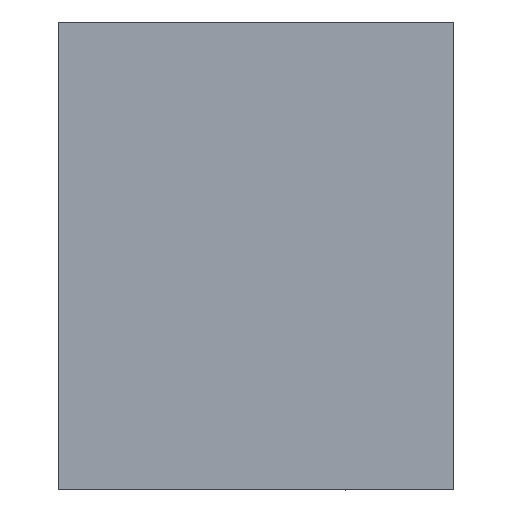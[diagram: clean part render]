
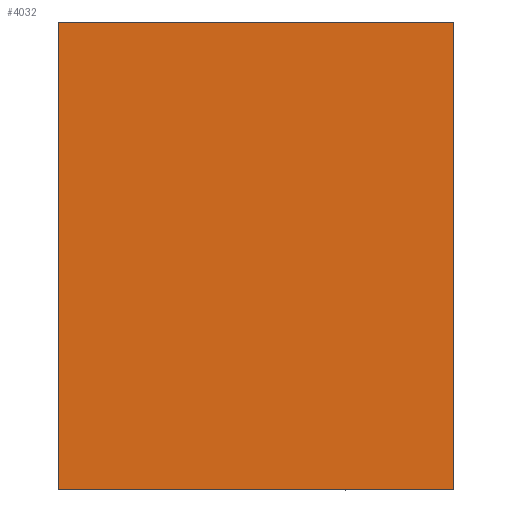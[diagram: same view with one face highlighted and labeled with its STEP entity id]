
A CAD part, top view. The second image highlights one B-rep face of the part: STEP entity #4032.
In plain terms, the highlighted planar face has unit normal (0, 0, 1).
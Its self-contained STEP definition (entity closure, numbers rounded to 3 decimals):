
#362=ORIENTED_EDGE('',*,*,#1149,.T.);
#363=ORIENTED_EDGE('',*,*,#1150,.F.);
#364=ORIENTED_EDGE('',*,*,#1151,.F.);
#365=ORIENTED_EDGE('',*,*,#1152,.T.);
#1149=EDGE_CURVE('',#1548,#1549,#1861,.T.);
#1150=EDGE_CURVE('',#1550,#1549,#1862,.T.);
#1151=EDGE_CURVE('',#1551,#1550,#1863,.T.);
#1152=EDGE_CURVE('',#1551,#1548,#1864,.T.);
#1548=VERTEX_POINT('',#5476);
#1549=VERTEX_POINT('',#5477);
#1550=VERTEX_POINT('',#5479);
#1551=VERTEX_POINT('',#5481);
#1861=LINE('',#5475,#2241);
#1862=LINE('',#5478,#2242);
#1863=LINE('',#5480,#2243);
#1864=LINE('',#5482,#2244);
#2241=VECTOR('',#4612,1000.);
#2242=VECTOR('',#4613,1000.);
#2243=VECTOR('',#4614,1000.);
#2244=VECTOR('',#4615,1000.);
#2513=EDGE_LOOP('',(#362,#363,#364,#365));
#2677=FACE_BOUND('',#2513,.T.);
#2831=PLANE('',#4199);
#4032=ADVANCED_FACE('',(#2677),#2831,.F.);
#4199=AXIS2_PLACEMENT_3D('',#5474,#4610,#4611);
#4610=DIRECTION('',(0.,0.,-1.));
#4611=DIRECTION('',(0.,1.,0.));
#4612=DIRECTION('',(0.,1.,0.));
#4613=DIRECTION('',(1.,0.,0.));
#4614=DIRECTION('',(0.,1.,0.));
#4615=DIRECTION('',(1.,0.,0.));
#5474=CARTESIAN_POINT('',(-3.25,-2.75,5.055));
#5475=CARTESIAN_POINT('',(3.25,-2.75,5.055));
#5476=CARTESIAN_POINT('',(3.25,-2.75,5.055));
#5477=CARTESIAN_POINT('',(3.25,2.75,5.055));
#5478=CARTESIAN_POINT('',(-3.25,2.75,5.055));
#5479=CARTESIAN_POINT('',(-3.25,2.75,5.055));
#5480=CARTESIAN_POINT('',(-3.25,-2.75,5.055));
#5481=CARTESIAN_POINT('',(-3.25,-2.75,5.055));
#5482=CARTESIAN_POINT('',(-3.25,-2.75,5.055));
